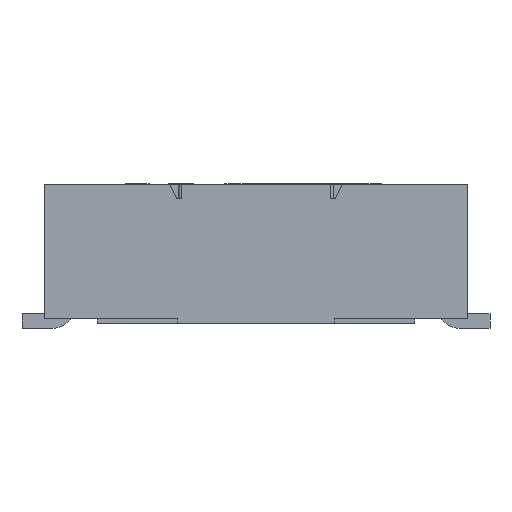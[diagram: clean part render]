
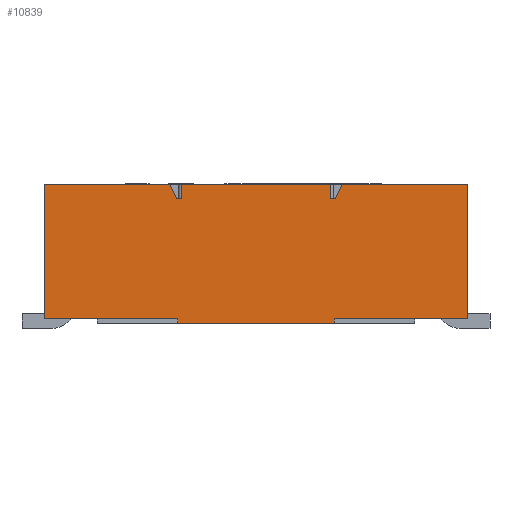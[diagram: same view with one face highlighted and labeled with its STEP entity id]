
A CAD part, front view. The second image highlights one B-rep face of the part: STEP entity #10839.
In plain terms, the highlighted face is planar.
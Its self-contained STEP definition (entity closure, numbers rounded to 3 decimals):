
#173=CIRCLE('',#11262,0.05);
#175=CIRCLE('',#11265,0.05);
#177=CIRCLE('',#11268,0.05);
#187=CIRCLE('',#11283,0.05);
#1258=ORIENTED_EDGE('',*,*,#3114,.T.);
#1259=ORIENTED_EDGE('',*,*,#2724,.F.);
#1260=ORIENTED_EDGE('',*,*,#2738,.T.);
#1261=ORIENTED_EDGE('',*,*,#3079,.T.);
#1262=ORIENTED_EDGE('',*,*,#2908,.T.);
#1263=ORIENTED_EDGE('',*,*,#2791,.T.);
#1264=ORIENTED_EDGE('',*,*,#2827,.T.);
#1265=ORIENTED_EDGE('',*,*,#2819,.F.);
#1266=ORIENTED_EDGE('',*,*,#2708,.T.);
#1267=ORIENTED_EDGE('',*,*,#3118,.F.);
#1268=ORIENTED_EDGE('',*,*,#2904,.T.);
#1269=ORIENTED_EDGE('',*,*,#3119,.T.);
#1270=ORIENTED_EDGE('',*,*,#2712,.T.);
#1271=ORIENTED_EDGE('',*,*,#2799,.F.);
#1272=ORIENTED_EDGE('',*,*,#2826,.T.);
#1273=ORIENTED_EDGE('',*,*,#2795,.T.);
#1274=ORIENTED_EDGE('',*,*,#2900,.T.);
#1275=ORIENTED_EDGE('',*,*,#3103,.T.);
#1276=ORIENTED_EDGE('',*,*,#2787,.F.);
#1277=ORIENTED_EDGE('',*,*,#2756,.T.);
#2708=EDGE_CURVE('',#3755,#3753,#4558,.T.);
#2712=EDGE_CURVE('',#3757,#3758,#4561,.T.);
#2724=EDGE_CURVE('',#3770,#3768,#4569,.T.);
#2738=EDGE_CURVE('',#3770,#3779,#4583,.T.);
#2756=EDGE_CURVE('',#3795,#3794,#4601,.T.);
#2787=EDGE_CURVE('',#3795,#3818,#4632,.T.);
#2791=EDGE_CURVE('',#3822,#3821,#173,.T.);
#2795=EDGE_CURVE('',#3826,#3825,#175,.T.);
#2799=EDGE_CURVE('',#3829,#3758,#177,.T.);
#2819=EDGE_CURVE('',#3755,#3846,#187,.T.);
#2826=EDGE_CURVE('',#3829,#3826,#4655,.T.);
#2827=EDGE_CURVE('',#3821,#3846,#4656,.T.);
#2900=EDGE_CURVE('',#3825,#3896,#4712,.T.);
#2904=EDGE_CURVE('',#3900,#3899,#4715,.T.);
#2908=EDGE_CURVE('',#3903,#3822,#4718,.T.);
#3079=EDGE_CURVE('',#3779,#3903,#4856,.T.);
#3103=EDGE_CURVE('',#3896,#3818,#4880,.T.);
#3114=EDGE_CURVE('',#3794,#3768,#4891,.T.);
#3118=EDGE_CURVE('',#3900,#3753,#4895,.T.);
#3119=EDGE_CURVE('',#3899,#3757,#4896,.T.);
#3753=VERTEX_POINT('',#14129);
#3755=VERTEX_POINT('',#14132);
#3757=VERTEX_POINT('',#14137);
#3758=VERTEX_POINT('',#14139);
#3768=VERTEX_POINT('',#14165);
#3770=VERTEX_POINT('',#14169);
#3779=VERTEX_POINT('',#14197);
#3794=VERTEX_POINT('',#14231);
#3795=VERTEX_POINT('',#14233);
#3818=VERTEX_POINT('',#14292);
#3821=VERTEX_POINT('',#14299);
#3822=VERTEX_POINT('',#14301);
#3825=VERTEX_POINT('',#14308);
#3826=VERTEX_POINT('',#14310);
#3829=VERTEX_POINT('',#14317);
#3846=VERTEX_POINT('',#14360);
#3896=VERTEX_POINT('',#14519);
#3899=VERTEX_POINT('',#14525);
#3900=VERTEX_POINT('',#14527);
#3903=VERTEX_POINT('',#14534);
#4558=LINE('',#14131,#5509);
#4561=LINE('',#14140,#5512);
#4569=LINE('',#14170,#5520);
#4583=LINE('',#14198,#5534);
#4601=LINE('',#14232,#5552);
#4632=LINE('',#14291,#5583);
#4655=LINE('',#14370,#5606);
#4656=LINE('',#14372,#5607);
#4712=LINE('',#14518,#5663);
#4715=LINE('',#14526,#5666);
#4718=LINE('',#14533,#5669);
#4856=LINE('',#15015,#5807);
#4880=LINE('',#15059,#5831);
#4891=LINE('',#15077,#5842);
#4895=LINE('',#15083,#5846);
#4896=LINE('',#15084,#5847);
#5509=VECTOR('',#12068,1000.);
#5512=VECTOR('',#12075,1000.);
#5520=VECTOR('',#12103,1000.);
#5534=VECTOR('',#12127,1000.);
#5552=VECTOR('',#12147,1000.);
#5583=VECTOR('',#12188,1000.);
#5606=VECTOR('',#12265,1000.);
#5607=VECTOR('',#12268,1000.);
#5663=VECTOR('',#12406,1000.);
#5666=VECTOR('',#12411,1000.);
#5669=VECTOR('',#12416,1000.);
#5807=VECTOR('',#12592,1000.);
#5831=VECTOR('',#12620,1000.);
#5842=VECTOR('',#12633,1000.);
#5846=VECTOR('',#12641,1000.);
#5847=VECTOR('',#12642,1000.);
#6441=EDGE_LOOP('',(#1258,#1259,#1260,#1261,#1262,#1263,#1264,#1265,#1266,
#1267,#1268,#1269,#1270,#1271,#1272,#1273,#1274,#1275,#1276,#1277));
#6956=FACE_BOUND('',#6441,.T.);
#7404=PLANE('',#11354);
#10839=ADVANCED_FACE('',(#6956),#7404,.T.);
#11262=AXIS2_PLACEMENT_3D('',#14300,#12195,#12196);
#11265=AXIS2_PLACEMENT_3D('',#14309,#12203,#12204);
#11268=AXIS2_PLACEMENT_3D('',#14318,#12211,#12212);
#11283=AXIS2_PLACEMENT_3D('',#14359,#12251,#12252);
#11354=AXIS2_PLACEMENT_3D('',#15082,#12639,#12640);
#12068=DIRECTION('',(0.,-1.,0.));
#12075=DIRECTION('',(0.,-1.,0.));
#12103=DIRECTION('',(0.,0.,-1.));
#12127=DIRECTION('',(0.,1.,0.));
#12147=DIRECTION('',(0.,0.,-1.));
#12188=DIRECTION('',(0.,-1.,0.));
#12195=DIRECTION('',(1.,0.,0.));
#12196=DIRECTION('',(0.,0.,-1.));
#12203=DIRECTION('',(1.,0.,0.));
#12204=DIRECTION('',(0.,0.,-1.));
#12211=DIRECTION('',(1.,0.,0.));
#12212=DIRECTION('',(0.,0.,-1.));
#12251=DIRECTION('',(1.,0.,0.));
#12252=DIRECTION('',(0.,0.,-1.));
#12265=DIRECTION('',(0.,-0.447,0.894));
#12268=DIRECTION('',(0.,-0.447,-0.894));
#12406=DIRECTION('',(0.,-1.,0.));
#12411=DIRECTION('',(0.,-1.,0.));
#12416=DIRECTION('',(0.,-1.,0.));
#12592=DIRECTION('',(0.,0.,1.));
#12620=DIRECTION('',(0.,0.,-1.));
#12633=DIRECTION('',(0.,1.,0.));
#12639=DIRECTION('',(1.,0.,0.));
#12640=DIRECTION('',(0.,0.,-1.));
#12641=DIRECTION('',(0.,0.,-1.));
#12642=DIRECTION('',(0.,0.,-1.));
#14129=CARTESIAN_POINT('',(6.225,1.519,2.63));
#14131=CARTESIAN_POINT('',(6.225,1.6,2.63));
#14132=CARTESIAN_POINT('',(6.225,1.569,2.63));
#14137=CARTESIAN_POINT('',(6.225,-1.519,2.63));
#14139=CARTESIAN_POINT('',(6.225,-1.569,2.63));
#14140=CARTESIAN_POINT('',(6.225,1.6,2.63));
#14165=CARTESIAN_POINT('',(6.225,1.591,0.1));
#14169=CARTESIAN_POINT('',(6.225,1.591,0.2));
#14170=CARTESIAN_POINT('',(6.225,1.591,0.2));
#14197=CARTESIAN_POINT('',(6.225,4.3,0.2));
#14198=CARTESIAN_POINT('',(6.225,4.3,0.2));
#14231=CARTESIAN_POINT('',(6.225,-1.591,0.1));
#14232=CARTESIAN_POINT('',(6.225,-1.591,0.2));
#14233=CARTESIAN_POINT('',(6.225,-1.591,0.2));
#14291=CARTESIAN_POINT('',(6.225,-4.3,0.2));
#14292=CARTESIAN_POINT('',(6.225,-4.3,0.2));
#14299=CARTESIAN_POINT('',(6.225,1.736,2.902));
#14300=CARTESIAN_POINT('',(6.225,1.781,2.88));
#14301=CARTESIAN_POINT('',(6.225,1.781,2.93));
#14308=CARTESIAN_POINT('',(6.225,-1.781,2.93));
#14309=CARTESIAN_POINT('',(6.225,-1.781,2.88));
#14310=CARTESIAN_POINT('',(6.225,-1.736,2.902));
#14317=CARTESIAN_POINT('',(6.225,-1.614,2.658));
#14318=CARTESIAN_POINT('',(6.225,-1.569,2.68));
#14359=CARTESIAN_POINT('',(6.225,1.569,2.68));
#14360=CARTESIAN_POINT('',(6.225,1.614,2.658));
#14370=CARTESIAN_POINT('',(6.225,-1.6,2.63));
#14372=CARTESIAN_POINT('',(6.225,1.75,2.93));
#14518=CARTESIAN_POINT('',(6.225,4.3,2.93));
#14519=CARTESIAN_POINT('',(6.225,-4.3,2.93));
#14525=CARTESIAN_POINT('',(6.225,-1.519,2.93));
#14526=CARTESIAN_POINT('',(6.225,1.569,2.93));
#14527=CARTESIAN_POINT('',(6.225,1.519,2.93));
#14533=CARTESIAN_POINT('',(6.225,4.3,2.93));
#14534=CARTESIAN_POINT('',(6.225,4.3,2.93));
#15015=CARTESIAN_POINT('',(6.225,4.3,0.1));
#15059=CARTESIAN_POINT('',(6.225,-4.3,2.93));
#15077=CARTESIAN_POINT('',(6.225,-4.3,0.1));
#15082=CARTESIAN_POINT('',(6.225,0.,0.));
#15083=CARTESIAN_POINT('',(6.225,1.519,2.93));
#15084=CARTESIAN_POINT('',(6.225,-1.519,2.93));
